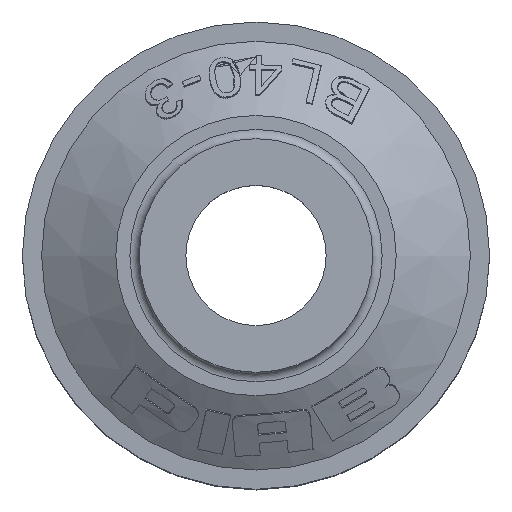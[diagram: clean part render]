
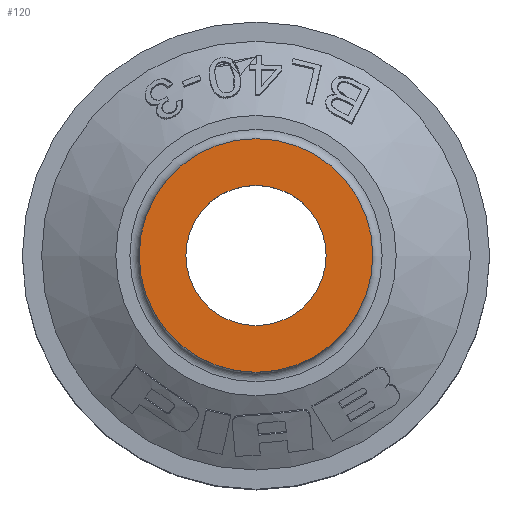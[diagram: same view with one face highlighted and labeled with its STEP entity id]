
A CAD part, top view. The second image highlights one B-rep face of the part: STEP entity #120.
In plain terms, the highlighted planar face has unit normal (0, 0, 1).
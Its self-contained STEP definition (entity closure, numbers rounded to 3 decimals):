
#120 = ADVANCED_FACE( '', ( #371, #372 ), #373, .F. );
#371 = FACE_OUTER_BOUND( '', #765, .T. );
#372 = FACE_BOUND( '', #766, .T. );
#373 = PLANE( '', #767 );
#765 = EDGE_LOOP( '', ( #1439 ) );
#766 = EDGE_LOOP( '', ( #1440 ) );
#767 = AXIS2_PLACEMENT_3D( '', #1441, #1442, #1443 );
#1439 = ORIENTED_EDGE( '', *, *, #2520, .F. );
#1440 = ORIENTED_EDGE( '', *, *, #2521, .T. );
#1441 = CARTESIAN_POINT( '', ( 0., -6., 0. ) );
#1442 = DIRECTION( '', ( 0., 0., -1. ) );
#1443 = DIRECTION( '', ( -1., 0., 0. ) );
#2520 = EDGE_CURVE( '', #2998, #2998, #2999, .T. );
#2521 = EDGE_CURVE( '', #3000, #3000, #3001, .T. );
#2998 = VERTEX_POINT( '', #4284 );
#2999 = CIRCLE( '', #4285, 10. );
#3000 = VERTEX_POINT( '', #4286 );
#3001 = CIRCLE( '', #4287, 6. );
#4284 = CARTESIAN_POINT( '', ( -10., 0., 0. ) );
#4285 = AXIS2_PLACEMENT_3D( '', #5277, #5278, #5279 );
#4286 = CARTESIAN_POINT( '', ( -6., 0., 0. ) );
#4287 = AXIS2_PLACEMENT_3D( '', #5280, #5281, #5282 );
#5277 = CARTESIAN_POINT( '', ( 0., 0., 0. ) );
#5278 = DIRECTION( '', ( 0., 0., -1. ) );
#5279 = DIRECTION( '', ( -1., 0., 0. ) );
#5280 = CARTESIAN_POINT( '', ( 0., 0., 0. ) );
#5281 = DIRECTION( '', ( 0., 0., -1. ) );
#5282 = DIRECTION( '', ( -1., 0., 0. ) );
